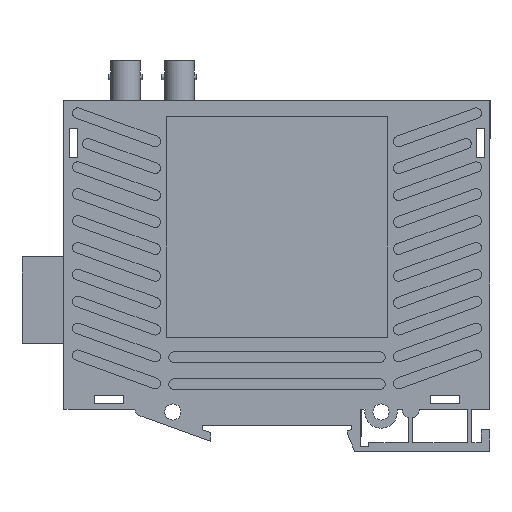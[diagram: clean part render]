
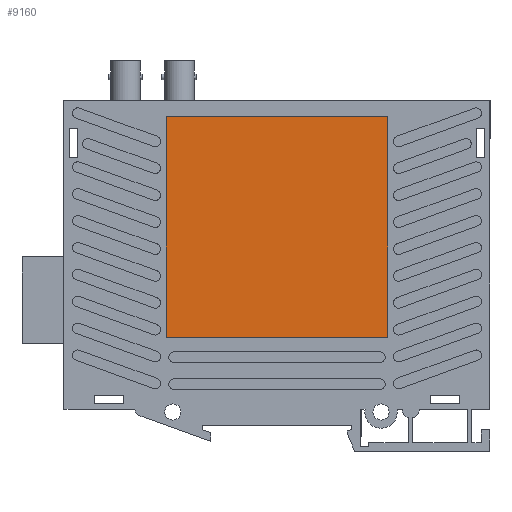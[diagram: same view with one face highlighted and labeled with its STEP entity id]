
A CAD part, left-side view. The second image highlights one B-rep face of the part: STEP entity #9160.
In plain terms, the highlighted planar face has unit normal (-1, 0, 0).
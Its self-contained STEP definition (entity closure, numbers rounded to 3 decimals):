
#3853 = EDGE_LOOP ( 'NONE', ( #10221, #10222, #10223, #10219 ) ) ;
#7694 = EDGE_CURVE ( 'NONE', #9282, #9283, #27728, .T. ) ;
#7696 = EDGE_CURVE ( 'NONE', #9283, #9285, #27730, .T. ) ;
#7698 = EDGE_CURVE ( 'NONE', #9285, #9287, #27732, .T. ) ;
#7700 = EDGE_CURVE ( 'NONE', #9287, #9282, #27734, .T. ) ;
#9160 = ADVANCED_FACE ( 'NONE', ( #34295 ), #35255, .F. ) ;
#9282 = VERTEX_POINT ( 'NONE', #35523 ) ;
#9283 = VERTEX_POINT ( 'NONE', #35524 ) ;
#9285 = VERTEX_POINT ( 'NONE', #35528 ) ;
#9287 = VERTEX_POINT ( 'NONE', #35533 ) ;
#10219 = ORIENTED_EDGE ( 'NONE', *, *, #7696, .F. ) ;
#10221 = ORIENTED_EDGE ( 'NONE', *, *, #7694, .F. ) ;
#10222 = ORIENTED_EDGE ( 'NONE', *, *, #7700, .F. ) ;
#10223 = ORIENTED_EDGE ( 'NONE', *, *, #7698, .F. ) ;
#27728 = LINE ( 'NONE', #29882, #30135 ) ;
#27730 = LINE ( 'NONE', #29886, #30137 ) ;
#27732 = LINE ( 'NONE', #29890, #30139 ) ;
#27734 = LINE ( 'NONE', #29894, #30141 ) ;
#29882 = CARTESIAN_POINT ( 'NONE',  ( -12.575, -23.313, 27.505 ) ) ;
#29883 = DIRECTION ( 'NONE',  ( 0., 0., -1. ) ) ;
#29886 = CARTESIAN_POINT ( 'NONE',  ( -12.575, -23.313, -24.565 ) ) ;
#29887 = DIRECTION ( 'NONE',  ( 0., 1., 0. ) ) ;
#29890 = CARTESIAN_POINT ( 'NONE',  ( -12.575, 29.011, -24.565 ) ) ;
#29891 = DIRECTION ( 'NONE',  ( 0., 0., 1. ) ) ;
#29894 = CARTESIAN_POINT ( 'NONE',  ( -12.575, 29.011, 27.505 ) ) ;
#29895 = DIRECTION ( 'NONE',  ( 0., -1., 0. ) ) ;
#30135 = VECTOR ( 'NONE', #29883, 1000. ) ;
#30137 = VECTOR ( 'NONE', #29887, 1000. ) ;
#30139 = VECTOR ( 'NONE', #29891, 1000. ) ;
#30141 = VECTOR ( 'NONE', #29895, 1000. ) ;
#31141 = AXIS2_PLACEMENT_3D ( 'NONE', #35256, #35257, #35258 ) ;
#34295 = FACE_OUTER_BOUND ( 'NONE', #3853, .T. ) ;
#35255 = PLANE ( 'NONE',  #31141 ) ;
#35256 = CARTESIAN_POINT ( 'NONE',  ( -12.575, -23.313, -24.565 ) ) ;
#35257 = DIRECTION ( 'NONE',  ( 1., 0., 0. ) ) ;
#35258 = DIRECTION ( 'NONE',  ( 0., 0., -1. ) ) ;
#35523 = CARTESIAN_POINT ( 'NONE',  ( -12.575, -23.313, 27.505 ) ) ;
#35524 = CARTESIAN_POINT ( 'NONE',  ( -12.575, -23.313, -24.565 ) ) ;
#35528 = CARTESIAN_POINT ( 'NONE',  ( -12.575, 29.011, -24.565 ) ) ;
#35533 = CARTESIAN_POINT ( 'NONE',  ( -12.575, 29.011, 27.505 ) ) ;
